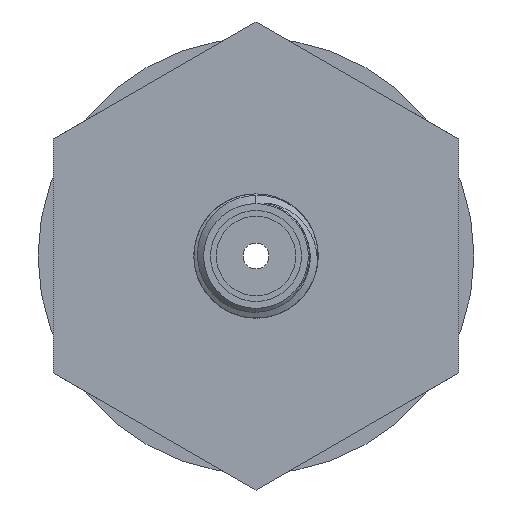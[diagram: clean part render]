
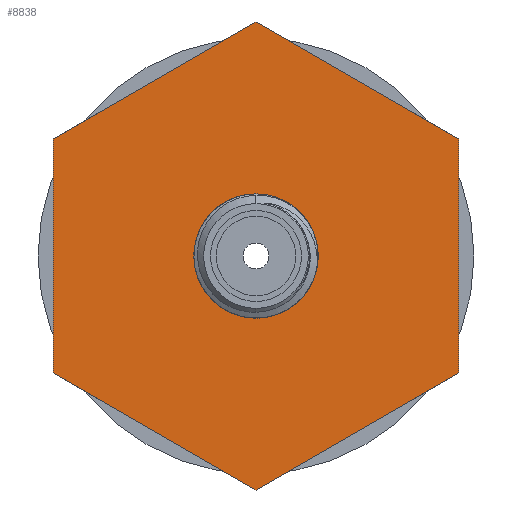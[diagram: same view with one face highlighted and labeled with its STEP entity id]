
A CAD part, left-side view. The second image highlights one B-rep face of the part: STEP entity #8838.
In plain terms, the highlighted planar face has unit normal (-1, 0, 0).
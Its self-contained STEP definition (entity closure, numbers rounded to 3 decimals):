
#1095=CARTESIAN_POINT('',(8.839,0.,0.));
#1096=DIRECTION('',(-1.,0.,0.));
#1097=DIRECTION('',(0.,0.,-1.));
#1098=AXIS2_PLACEMENT_3D('',#1095,#1096,#1097);
#1100=CARTESIAN_POINT('',(8.839,0.,0.));
#1101=DIRECTION('',(1.,0.,0.));
#1102=DIRECTION('',(0.,0.,-1.));
#1103=AXIS2_PLACEMENT_3D('',#1100,#1101,#1102);
#1109=DIRECTION('',(0.,0.,1.));
#1110=VECTOR('',#1109,11.915);
#1111=CARTESIAN_POINT('',(8.839,10.319,-5.958));
#1112=LINE('',#1111,#1110);
#1277=DIRECTION('',(0.,0.866,-0.5));
#1278=VECTOR('',#1277,11.915);
#1279=CARTESIAN_POINT('',(8.839,-10.319,-5.958));
#1280=LINE('',#1279,#1278);
#1289=DIRECTION('',(0.,0.866,0.5));
#1290=VECTOR('',#1289,11.915);
#1291=CARTESIAN_POINT('',(8.839,0.,-11.915));
#1292=LINE('',#1291,#1290);
#1309=DIRECTION('',(0.,0.,-1.));
#1310=VECTOR('',#1309,11.915);
#1311=CARTESIAN_POINT('',(8.839,-10.319,5.958));
#1312=LINE('',#1311,#1310);
#1321=DIRECTION('',(0.,-0.866,-0.5));
#1322=VECTOR('',#1321,11.915);
#1323=CARTESIAN_POINT('',(8.839,0.,11.915));
#1324=LINE('',#1323,#1322);
#1349=DIRECTION('',(0.,-0.866,0.5));
#1350=VECTOR('',#1349,11.915);
#1351=CARTESIAN_POINT('',(8.839,10.319,5.958));
#1352=LINE('',#1351,#1350);
#6052=CARTESIAN_POINT('',(8.839,10.319,-5.958));
#6053=CARTESIAN_POINT('',(8.839,10.319,5.958));
#6054=VERTEX_POINT('',#6052);
#6055=VERTEX_POINT('',#6053);
#6056=CARTESIAN_POINT('',(8.839,0.,11.915));
#6057=VERTEX_POINT('',#6056);
#6058=CARTESIAN_POINT('',(8.839,-10.319,5.958));
#6059=VERTEX_POINT('',#6058);
#6060=CARTESIAN_POINT('',(8.839,-10.319,-5.958));
#6061=VERTEX_POINT('',#6060);
#6062=CARTESIAN_POINT('',(8.839,0.,-11.915));
#6063=VERTEX_POINT('',#6062);
#6069=CARTESIAN_POINT('',(8.839,0.,2.667));
#6071=VERTEX_POINT('',#6069);
#6078=CARTESIAN_POINT('',(8.839,0.,-2.667));
#6079=VERTEX_POINT('',#6078);
#8815=CARTESIAN_POINT('',(8.839,0.,0.));
#8816=DIRECTION('',(1.,0.,0.));
#8817=DIRECTION('',(0.,0.,1.));
#8818=AXIS2_PLACEMENT_3D('',#8815,#8816,#8817);
#8819=PLANE('',#8818);
#8821=ORIENTED_EDGE('',*,*,#8820,.T.);
#8823=ORIENTED_EDGE('',*,*,#8822,.T.);
#8825=ORIENTED_EDGE('',*,*,#8824,.T.);
#8827=ORIENTED_EDGE('',*,*,#8826,.T.);
#8829=ORIENTED_EDGE('',*,*,#8828,.T.);
#8831=ORIENTED_EDGE('',*,*,#8830,.T.);
#8832=EDGE_LOOP('',(#8821,#8823,#8825,#8827,#8829,#8831));
#8833=FACE_OUTER_BOUND('',#8832,.F.);
#8834=ORIENTED_EDGE('',*,*,#8809,.T.);
#8835=ORIENTED_EDGE('',*,*,#8789,.F.);
#8836=EDGE_LOOP('',(#8834,#8835));
#8837=FACE_BOUND('',#8836,.F.);
#1099=CIRCLE('',#1098,2.667);
#1104=CIRCLE('',#1103,2.667);
#8789=EDGE_CURVE('',#6079,#6071,#1104,.T.);
#8809=EDGE_CURVE('',#6079,#6071,#1099,.T.);
#8820=EDGE_CURVE('',#6054,#6055,#1112,.T.);
#8822=EDGE_CURVE('',#6055,#6057,#1352,.T.);
#8824=EDGE_CURVE('',#6057,#6059,#1324,.T.);
#8826=EDGE_CURVE('',#6059,#6061,#1312,.T.);
#8828=EDGE_CURVE('',#6061,#6063,#1280,.T.);
#8830=EDGE_CURVE('',#6063,#6054,#1292,.T.);
#8838=ADVANCED_FACE('',(#8833,#8837),#8819,.F.);
